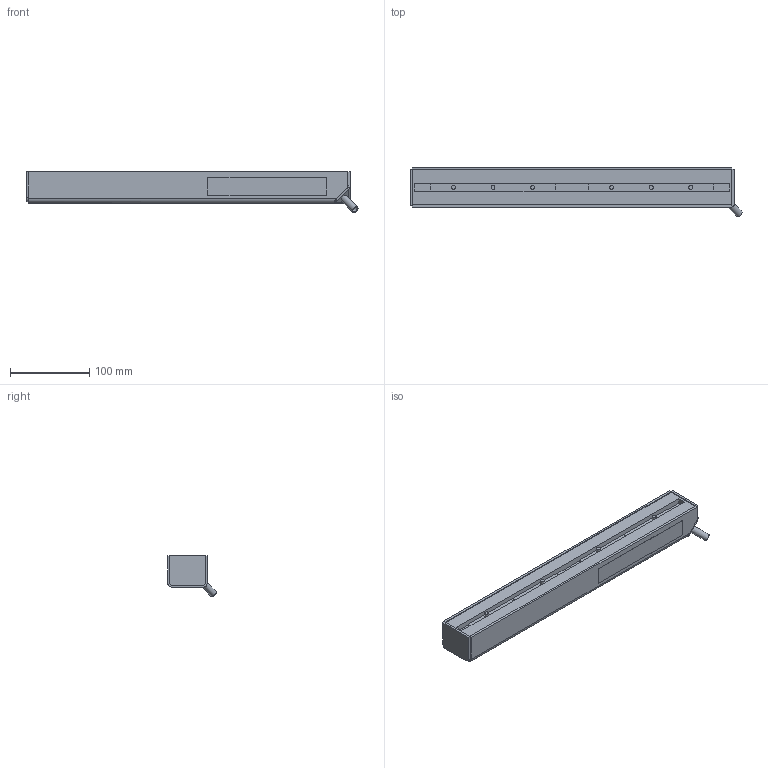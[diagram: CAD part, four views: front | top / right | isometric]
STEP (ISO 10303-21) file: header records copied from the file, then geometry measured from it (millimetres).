
FILE_DESCRIPTION(/* description */ ('','CAx-IF Rec.Pracs.---Representation and Presentation of Product Manufacturing Information (PMI)---3.8---2014-02-18'),/* implementation_level */ '2;1');
FILE_NAME(/* name */ 'EHKAE04100_CUSTOMER.stp',/* time_stamp */ '2018-10-22T12:09:23+02:00',/* author */ ('gs'),/* organization */ (''),/* preprocessor_version */ 'ST-DEVELOPER v16.5',/* originating_system */ 'Autodesk Inventor 2017',/* authorisation */ '');
FILE_SCHEMA (('AP242_MANAGED_MODEL_BASED_3D_ENGINEERING_MIM_LF { 1 0 10303 442 1 1 4 }'));
Length unit declared in the file: millimetre
Products named in the file (1): EHKAE04100_CUSTOMER
Bounding box: 419.83 x 61.72 x 51.72 mm (x, y, z)
Volume: 598578.2 mm3; surface area: 189506.4 mm2
Topology: 1 solids, 2 shells, 202 faces, 526 edges, 347 vertices
Faces by surface type: plane 145, cylinder 44, bspline 9, cone 4
Full cylindrical faces by diameter (mm): 4.917 x4, 5 x4, 7 x2, 7.5 x1, 9 x1, 10 x4, 13 x1
Entity records: 7318 total; most frequent: CARTESIAN_POINT 2149, ORIENTED_EDGE 1002, DIRECTION 965, EDGE_CURVE 497, LINE 371, VECTOR 371, VERTEX_POINT 339, AXIS2_PLACEMENT_3D 297
